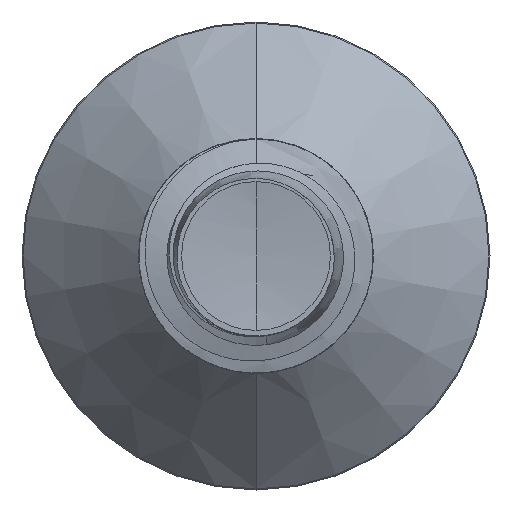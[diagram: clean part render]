
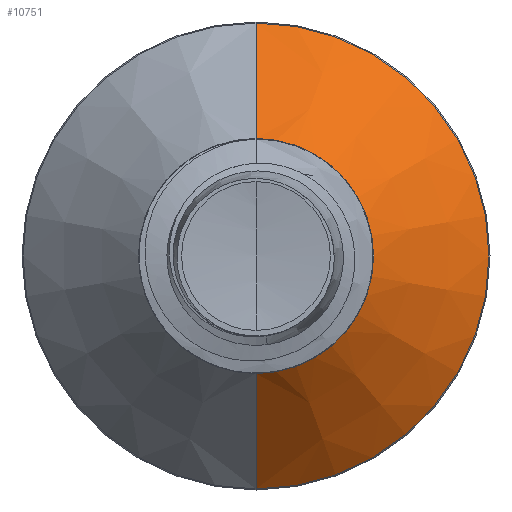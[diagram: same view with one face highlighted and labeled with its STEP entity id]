
A CAD part, front view. The second image highlights one B-rep face of the part: STEP entity #10751.
In plain terms, the highlighted conical face has half-angle 45 degrees and reference radius 1.256 mm.
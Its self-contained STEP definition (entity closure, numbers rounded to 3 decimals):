
#980 = CARTESIAN_POINT ( 'NONE',  ( 0., 8.206, -1.256 ) ) ;
#1622 = AXIS2_PLACEMENT_3D ( 'NONE', #13864, #3039, #15613 ) ;
#1926 = CARTESIAN_POINT ( 'NONE',  ( 0., 9.439, 2.489 ) ) ;
#2408 = CARTESIAN_POINT ( 'NONE',  ( 0., 9.439, -2.489 ) ) ;
#2889 = FACE_OUTER_BOUND ( 'NONE', #15719, .T. ) ;
#3039 = DIRECTION ( 'NONE',  ( 0., 1., 0. ) ) ;
#3449 = CARTESIAN_POINT ( 'NONE',  ( 0., 8.206, 0. ) ) ;
#4142 = VERTEX_POINT ( 'NONE', #980 ) ;
#5402 = DIRECTION ( 'NONE',  ( 0., 0., 1. ) ) ;
#6906 = DIRECTION ( 'NONE',  ( 0., 0., 1. ) ) ;
#7000 = EDGE_CURVE ( 'NONE', #19844, #13622, #9645, .T. ) ;
#7799 = LINE ( 'NONE', #10279, #16610 ) ;
#9645 = CIRCLE ( 'NONE', #1622, 2.489 ) ;
#9806 = AXIS2_PLACEMENT_3D ( 'NONE', #15648, #19229, #6906 ) ;
#10279 = CARTESIAN_POINT ( 'NONE',  ( 0., 8.206, 1.256 ) ) ;
#10751 = ADVANCED_FACE ( 'NONE', ( #2889 ), #15037, .T. ) ;
#12443 = ORIENTED_EDGE ( 'NONE', *, *, #19692, .T. ) ;
#13053 = VERTEX_POINT ( 'NONE', #15848 ) ;
#13370 = ORIENTED_EDGE ( 'NONE', *, *, #15393, .T. ) ;
#13622 = VERTEX_POINT ( 'NONE', #2408 ) ;
#13864 = CARTESIAN_POINT ( 'NONE',  ( 0., 9.439, 0. ) ) ;
#14571 = DIRECTION ( 'NONE',  ( 0., 0.707, -0.707 ) ) ;
#15037 = CONICAL_SURFACE ( 'NONE', #9806, 1.256, 0.785 ) ;
#15393 = EDGE_CURVE ( 'NONE', #13053, #4142, #20783, .T. ) ;
#15613 = DIRECTION ( 'NONE',  ( 0., 0., 1. ) ) ;
#15648 = CARTESIAN_POINT ( 'NONE',  ( 0., 8.206, 0. ) ) ;
#15719 = EDGE_LOOP ( 'NONE', ( #13370, #12443, #21948, #18790 ) ) ;
#15848 = CARTESIAN_POINT ( 'NONE',  ( 0., 8.206, 1.256 ) ) ;
#15972 = DIRECTION ( 'NONE',  ( 0., 1., 0. ) ) ;
#16069 = LINE ( 'NONE', #23442, #20741 ) ;
#16610 = VECTOR ( 'NONE', #17313, 1000. ) ;
#17313 = DIRECTION ( 'NONE',  ( 0., 0.707, 0.707 ) ) ;
#18790 = ORIENTED_EDGE ( 'NONE', *, *, #19427, .F. ) ;
#19229 = DIRECTION ( 'NONE',  ( 0., 1., 0. ) ) ;
#19427 = EDGE_CURVE ( 'NONE', #13053, #19844, #7799, .T. ) ;
#19692 = EDGE_CURVE ( 'NONE', #4142, #13622, #16069, .T. ) ;
#19844 = VERTEX_POINT ( 'NONE', #1926 ) ;
#20528 = AXIS2_PLACEMENT_3D ( 'NONE', #3449, #15972, #5402 ) ;
#20741 = VECTOR ( 'NONE', #14571, 1000. ) ;
#20783 = CIRCLE ( 'NONE', #20528, 1.256 ) ;
#21948 = ORIENTED_EDGE ( 'NONE', *, *, #7000, .F. ) ;
#23442 = CARTESIAN_POINT ( 'NONE',  ( 0., 8.206, -1.256 ) ) ;
